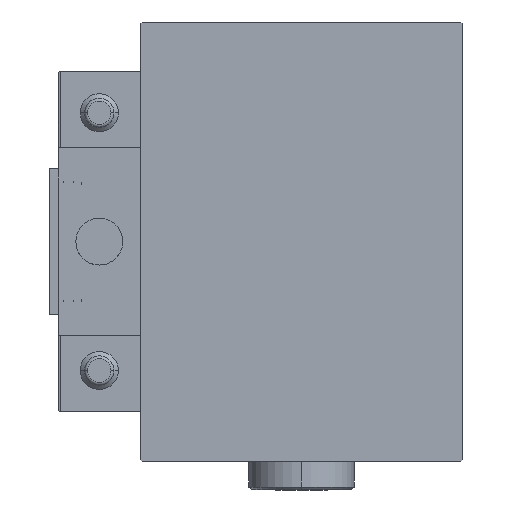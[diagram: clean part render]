
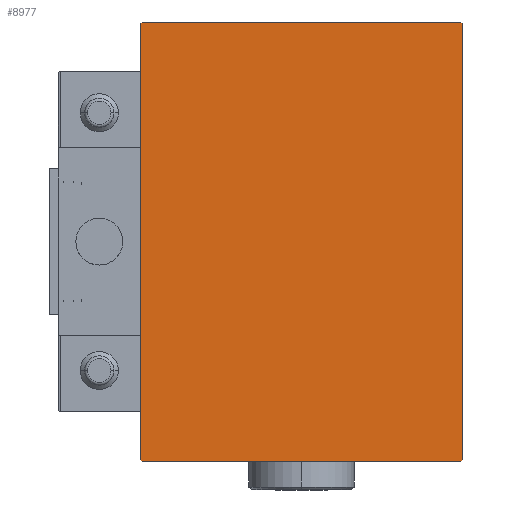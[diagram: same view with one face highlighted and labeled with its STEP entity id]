
A CAD part, left-side view. The second image highlights one B-rep face of the part: STEP entity #8977.
In plain terms, the highlighted face is planar.
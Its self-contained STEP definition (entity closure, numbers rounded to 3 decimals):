
#705 = LINE ( 'NONE', #12519, #24835 ) ;
#2028 = CARTESIAN_POINT ( 'NONE',  ( 135., -27.5, 37.5 ) ) ;
#2772 = EDGE_CURVE ( 'NONE', #51616, #46739, #15401, .T. ) ;
#2881 = CARTESIAN_POINT ( 'NONE',  ( 135., 27.5, 37.5 ) ) ;
#3558 = PLANE ( 'NONE',  #51750 ) ;
#4526 = VERTEX_POINT ( 'NONE', #16580 ) ;
#6627 = VECTOR ( 'NONE', #32000, 1000. ) ;
#7100 = ORIENTED_EDGE ( 'NONE', *, *, #21799, .T. ) ;
#8542 = EDGE_CURVE ( 'NONE', #32786, #23423, #12825, .T. ) ;
#8604 = FACE_OUTER_BOUND ( 'NONE', #30592, .T. ) ;
#8977 = ADVANCED_FACE ( 'NONE', ( #8604 ), #3558, .T. ) ;
#9373 = ORIENTED_EDGE ( 'NONE', *, *, #21363, .T. ) ;
#10709 = CARTESIAN_POINT ( 'NONE',  ( 135., 32.35, 32.35 ) ) ;
#12519 = CARTESIAN_POINT ( 'NONE',  ( 135., 27.5, -37.5 ) ) ;
#12594 = CARTESIAN_POINT ( 'NONE',  ( 135., -27.5, -37.2 ) ) ;
#12825 = LINE ( 'NONE', #2881, #32853 ) ;
#13632 = CARTESIAN_POINT ( 'NONE',  ( 135., -27.2, 37.5 ) ) ;
#15401 = LINE ( 'NONE', #44084, #21510 ) ;
#16580 = CARTESIAN_POINT ( 'NONE',  ( 135., 27.2, -37.5 ) ) ;
#18237 = LINE ( 'NONE', #26298, #22249 ) ;
#18484 = CARTESIAN_POINT ( 'NONE',  ( 135., -27.5, 37.2 ) ) ;
#18913 = VERTEX_POINT ( 'NONE', #18484 ) ;
#19010 = DIRECTION ( 'NONE',  ( 0., -1., 0. ) ) ;
#19955 = DIRECTION ( 'NONE',  ( 1., 0., 0. ) ) ;
#20644 = CARTESIAN_POINT ( 'NONE',  ( 135., 27.5, 37.2 ) ) ;
#20846 = ORIENTED_EDGE ( 'NONE', *, *, #23756, .T. ) ;
#21363 = EDGE_CURVE ( 'NONE', #4526, #38146, #47102, .T. ) ;
#21510 = VECTOR ( 'NONE', #43015, 1000. ) ;
#21799 = EDGE_CURVE ( 'NONE', #46739, #4526, #49153, .T. ) ;
#21817 = CARTESIAN_POINT ( 'NONE',  ( 135., 27.2, 37.5 ) ) ;
#22249 = VECTOR ( 'NONE', #30040, 1000. ) ;
#22976 = LINE ( 'NONE', #2028, #40994 ) ;
#23423 = VERTEX_POINT ( 'NONE', #13632 ) ;
#23756 = EDGE_CURVE ( 'NONE', #18913, #51616, #22976, .T. ) ;
#23970 = CARTESIAN_POINT ( 'NONE',  ( 135., -27.5, -37.5 ) ) ;
#24835 = VECTOR ( 'NONE', #33463, 1000. ) ;
#26043 = DIRECTION ( 'NONE',  ( 0., -0.707, 0.707 ) ) ;
#26298 = CARTESIAN_POINT ( 'NONE',  ( 135., -32.35, 32.35 ) ) ;
#26349 = EDGE_CURVE ( 'NONE', #46841, #32786, #38650, .T. ) ;
#27147 = ORIENTED_EDGE ( 'NONE', *, *, #26349, .T. ) ;
#28499 = CARTESIAN_POINT ( 'NONE',  ( 135., 0., 0. ) ) ;
#28763 = DIRECTION ( 'NONE',  ( 0., 0., -1. ) ) ;
#29959 = EDGE_CURVE ( 'NONE', #38146, #46841, #705, .T. ) ;
#30040 = DIRECTION ( 'NONE',  ( 0., -0.707, -0.707 ) ) ;
#30592 = EDGE_LOOP ( 'NONE', ( #7100, #9373, #49608, #27147, #41740, #30920, #20846, #46186 ) ) ;
#30920 = ORIENTED_EDGE ( 'NONE', *, *, #43909, .T. ) ;
#32000 = DIRECTION ( 'NONE',  ( 0., 1., 0. ) ) ;
#32786 = VERTEX_POINT ( 'NONE', #21817 ) ;
#32853 = VECTOR ( 'NONE', #19010, 1000. ) ;
#33183 = VECTOR ( 'NONE', #43054, 1000. ) ;
#33463 = DIRECTION ( 'NONE',  ( 0., 0., 1. ) ) ;
#38146 = VERTEX_POINT ( 'NONE', #42072 ) ;
#38650 = LINE ( 'NONE', #10709, #52166 ) ;
#39316 = CARTESIAN_POINT ( 'NONE',  ( 135., 32.35, -32.35 ) ) ;
#40994 = VECTOR ( 'NONE', #51156, 1000. ) ;
#41740 = ORIENTED_EDGE ( 'NONE', *, *, #8542, .T. ) ;
#42072 = CARTESIAN_POINT ( 'NONE',  ( 135., 27.5, -37.2 ) ) ;
#43015 = DIRECTION ( 'NONE',  ( 0., 0.707, -0.707 ) ) ;
#43054 = DIRECTION ( 'NONE',  ( 0., 0.707, 0.707 ) ) ;
#43909 = EDGE_CURVE ( 'NONE', #23423, #18913, #18237, .T. ) ;
#43980 = CARTESIAN_POINT ( 'NONE',  ( 135., -27.2, -37.5 ) ) ;
#44084 = CARTESIAN_POINT ( 'NONE',  ( 135., -32.35, -32.35 ) ) ;
#46186 = ORIENTED_EDGE ( 'NONE', *, *, #2772, .T. ) ;
#46739 = VERTEX_POINT ( 'NONE', #43980 ) ;
#46841 = VERTEX_POINT ( 'NONE', #20644 ) ;
#47102 = LINE ( 'NONE', #39316, #33183 ) ;
#49153 = LINE ( 'NONE', #23970, #6627 ) ;
#49608 = ORIENTED_EDGE ( 'NONE', *, *, #29959, .T. ) ;
#51156 = DIRECTION ( 'NONE',  ( 0., 0., -1. ) ) ;
#51616 = VERTEX_POINT ( 'NONE', #12594 ) ;
#51750 = AXIS2_PLACEMENT_3D ( 'NONE', #28499, #19955, #28763 ) ;
#52166 = VECTOR ( 'NONE', #26043, 1000. ) ;
